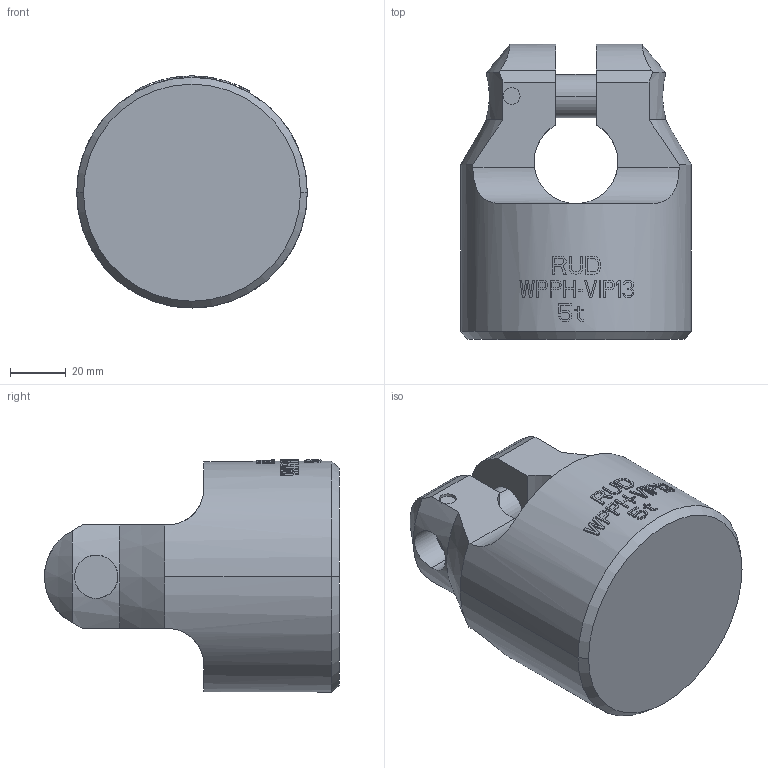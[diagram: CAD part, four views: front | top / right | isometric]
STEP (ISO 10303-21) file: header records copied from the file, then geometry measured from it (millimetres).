
FILE_DESCRIPTION((''),'2;1');
FILE_NAME('001-M31444-P03','2004-10-11T',('Haas'),(''),'PRO/ENGINEER BY PARAMETRIC TECHNOLOGY CORPORATION, 2003450','PRO/ENGINEER BY PARAMETRIC TECHNOLOGY CORPORATION, 2003450','');
FILE_SCHEMA(('CONFIG_CONTROL_DESIGN'));
Length unit declared in the file: millimetre
Products named in the file (1): 001-M31444-P03
Bounding box: 82.5 x 105.5 x 83 mm (x, y, z)
Volume: 355441.5 mm3; surface area: 35679.5 mm2
Topology: 1 solids, 1 shells, 377 faces, 1049 edges, 698 vertices
Faces by surface type: plane 330, cylinder 41, cone 6
Entity records: 12228 total; most frequent: CARTESIAN_POINT 3115, ORIENTED_EDGE 2098, DIRECTION 1583, EDGE_CURVE 1049, VERTEX_POINT 698, AXIS2_PLACEMENT_3D 553, VECTOR 477, LINE 477
